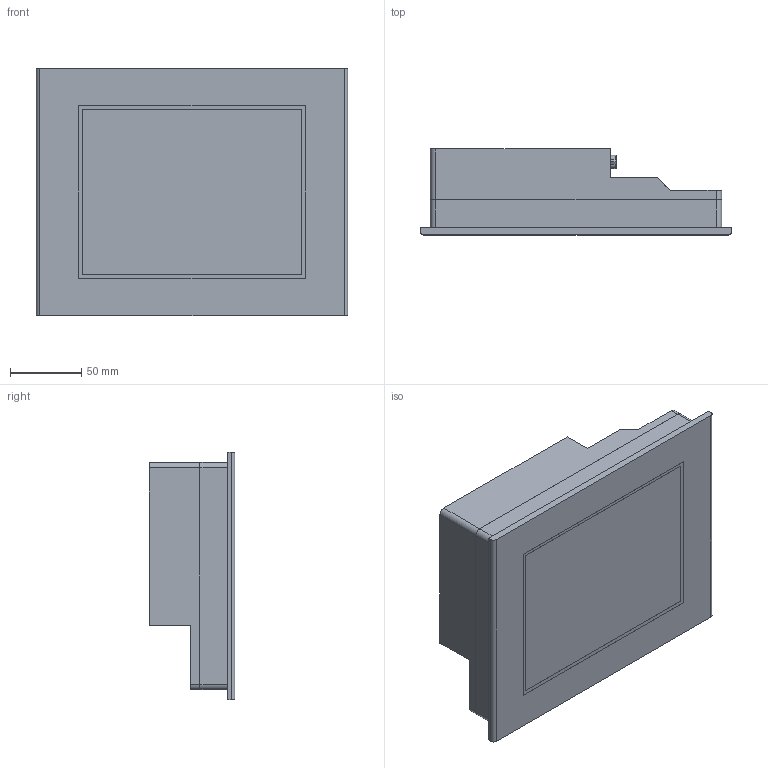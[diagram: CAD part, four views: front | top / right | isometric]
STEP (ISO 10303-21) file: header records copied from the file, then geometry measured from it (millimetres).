
FILE_DESCRIPTION(('starvars output'),'2;1');
FILE_NAME('HMIGTO4310_3D.stp','17:24:16 2020/04/01',( 'Thomas Industrial Network Germany GmbH'),( 'Thomas Industrial Network Germany GmbH'),'unknown preprocess','ACIS' ,'unknown authorization');
FILE_SCHEMA(('CONFIG_CONTROL_DESIGN {UNKNOWN IMPLEMENTATION LEVEL}'));
Length unit declared in the file: millimetre
Products named in the file (1): PRODUCT_ID_143
Bounding box: 218 x 60 x 173 mm (x, y, z)
Volume: 1436581.5 mm3; surface area: 116731.6 mm2
Topology: 1 solids, 1 shells, 278 faces, 693 edges, 462 vertices
Faces by surface type: plane 233, cylinder 45
Entity records: 8047 total; most frequent: CARTESIAN_POINT 1387, ORIENTED_EDGE 1386, DIRECTION 1252, EDGE_CURVE 693, VECTOR 598, LINE 598, VERTEX_POINT 462, AXIS2_PLACEMENT_3D 327
